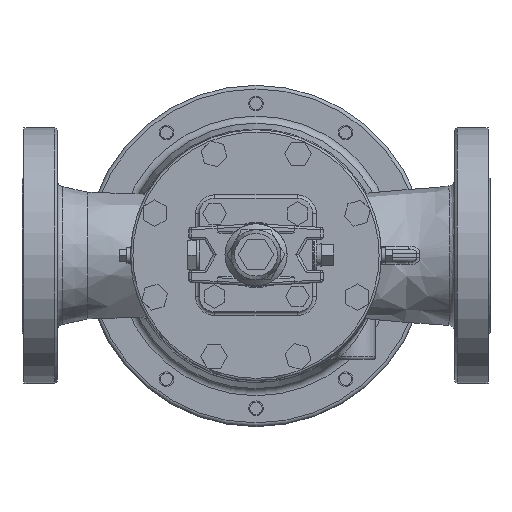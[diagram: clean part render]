
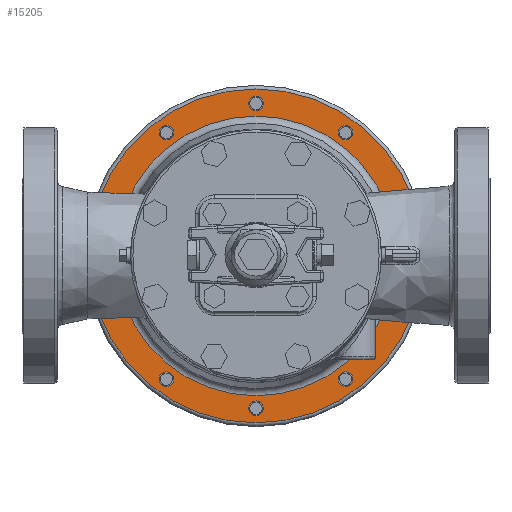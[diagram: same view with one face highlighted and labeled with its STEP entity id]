
A CAD part, top view. The second image highlights one B-rep face of the part: STEP entity #15205.
In plain terms, the highlighted planar face has unit normal (0, 0, 1).
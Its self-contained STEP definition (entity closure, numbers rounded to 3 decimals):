
#115=PLANE('',#16334);
#3263=FACE_BOUND('',#4822,.T.);
#3264=FACE_BOUND('',#4823,.T.);
#3265=FACE_BOUND('',#4824,.T.);
#3266=FACE_BOUND('',#4825,.T.);
#3267=FACE_BOUND('',#4826,.T.);
#3268=FACE_BOUND('',#4827,.T.);
#3269=FACE_BOUND('',#4828,.T.);
#3270=FACE_BOUND('',#4829,.T.);
#3271=FACE_BOUND('',#4830,.T.);
#3272=FACE_BOUND('',#4831,.T.);
#3273=FACE_BOUND('',#4832,.T.);
#3703=FACE_OUTER_BOUND('',#4821,.T.);
#4821=EDGE_LOOP('',(#11080));
#4822=EDGE_LOOP('',(#11081));
#4823=EDGE_LOOP('',(#11082));
#4824=EDGE_LOOP('',(#11083));
#4825=EDGE_LOOP('',(#11084));
#4826=EDGE_LOOP('',(#11085));
#4827=EDGE_LOOP('',(#11086));
#4828=EDGE_LOOP('',(#11087));
#4829=EDGE_LOOP('',(#11088));
#4830=EDGE_LOOP('',(#11089));
#4831=EDGE_LOOP('',(#11090));
#4832=EDGE_LOOP('',(#11091));
#6345=CIRCLE('',#16229,5.053);
#6347=CIRCLE('',#16232,5.053);
#6349=CIRCLE('',#16235,5.053);
#6351=CIRCLE('',#16238,5.053);
#6353=CIRCLE('',#16241,5.053);
#6355=CIRCLE('',#16244,5.053);
#6357=CIRCLE('',#16247,5.053);
#6359=CIRCLE('',#16250,5.053);
#6361=CIRCLE('',#16253,5.053);
#6363=CIRCLE('',#16256,5.053);
#6406=CIRCLE('',#16333,137.);
#6407=CIRCLE('',#16335,114.73);
#7116=VERTEX_POINT('',#24023);
#7118=VERTEX_POINT('',#24028);
#7120=VERTEX_POINT('',#24033);
#7122=VERTEX_POINT('',#24038);
#7124=VERTEX_POINT('',#24043);
#7126=VERTEX_POINT('',#24048);
#7128=VERTEX_POINT('',#24053);
#7130=VERTEX_POINT('',#24058);
#7132=VERTEX_POINT('',#24063);
#7134=VERTEX_POINT('',#24068);
#7219=VERTEX_POINT('',#26091);
#7220=VERTEX_POINT('',#26094);
#8573=EDGE_CURVE('',#7116,#7116,#6345,.T.);
#8575=EDGE_CURVE('',#7118,#7118,#6347,.T.);
#8577=EDGE_CURVE('',#7120,#7120,#6349,.T.);
#8579=EDGE_CURVE('',#7122,#7122,#6351,.T.);
#8581=EDGE_CURVE('',#7124,#7124,#6353,.T.);
#8583=EDGE_CURVE('',#7126,#7126,#6355,.T.);
#8585=EDGE_CURVE('',#7128,#7128,#6357,.T.);
#8587=EDGE_CURVE('',#7130,#7130,#6359,.T.);
#8589=EDGE_CURVE('',#7132,#7132,#6361,.T.);
#8591=EDGE_CURVE('',#7134,#7134,#6363,.T.);
#8718=EDGE_CURVE('',#7219,#7219,#6406,.T.);
#8719=EDGE_CURVE('',#7220,#7220,#6407,.T.);
#11080=ORIENTED_EDGE('',*,*,#8718,.F.);
#11081=ORIENTED_EDGE('',*,*,#8573,.T.);
#11082=ORIENTED_EDGE('',*,*,#8575,.T.);
#11083=ORIENTED_EDGE('',*,*,#8577,.T.);
#11084=ORIENTED_EDGE('',*,*,#8579,.T.);
#11085=ORIENTED_EDGE('',*,*,#8581,.T.);
#11086=ORIENTED_EDGE('',*,*,#8583,.T.);
#11087=ORIENTED_EDGE('',*,*,#8585,.T.);
#11088=ORIENTED_EDGE('',*,*,#8587,.T.);
#11089=ORIENTED_EDGE('',*,*,#8589,.T.);
#11090=ORIENTED_EDGE('',*,*,#8591,.T.);
#11091=ORIENTED_EDGE('',*,*,#8719,.F.);
#15205=ADVANCED_FACE('',(#3703,#3263,#3264,#3265,#3266,#3267,#3268,#3269,
#3270,#3271,#3272,#3273),#115,.T.);
#16229=AXIS2_PLACEMENT_3D('',#24024,#18002,#18003);
#16232=AXIS2_PLACEMENT_3D('',#24029,#18008,#18009);
#16235=AXIS2_PLACEMENT_3D('',#24034,#18014,#18015);
#16238=AXIS2_PLACEMENT_3D('',#24039,#18020,#18021);
#16241=AXIS2_PLACEMENT_3D('',#24044,#18026,#18027);
#16244=AXIS2_PLACEMENT_3D('',#24049,#18032,#18033);
#16247=AXIS2_PLACEMENT_3D('',#24054,#18038,#18039);
#16250=AXIS2_PLACEMENT_3D('',#24059,#18044,#18045);
#16253=AXIS2_PLACEMENT_3D('',#24064,#18050,#18051);
#16256=AXIS2_PLACEMENT_3D('',#24069,#18056,#18057);
#16333=AXIS2_PLACEMENT_3D('',#26092,#18222,#18223);
#16334=AXIS2_PLACEMENT_3D('',#26093,#18224,#18225);
#16335=AXIS2_PLACEMENT_3D('',#26095,#18226,#18227);
#18002=DIRECTION('center_axis',(0.,0.,-1.));
#18003=DIRECTION('ref_axis',(-0.809,0.588,0.));
#18008=DIRECTION('center_axis',(0.,0.,-1.));
#18009=DIRECTION('ref_axis',(-0.309,0.951,0.));
#18014=DIRECTION('center_axis',(0.,0.,-1.));
#18015=DIRECTION('ref_axis',(0.309,0.951,0.));
#18020=DIRECTION('center_axis',(0.,0.,-1.));
#18021=DIRECTION('ref_axis',(0.809,0.588,0.));
#18026=DIRECTION('center_axis',(0.,0.,-1.));
#18027=DIRECTION('ref_axis',(1.,0.,0.));
#18032=DIRECTION('center_axis',(0.,0.,-1.));
#18033=DIRECTION('ref_axis',(0.809,-0.588,0.));
#18038=DIRECTION('center_axis',(0.,0.,-1.));
#18039=DIRECTION('ref_axis',(0.309,-0.951,0.));
#18044=DIRECTION('center_axis',(0.,0.,-1.));
#18045=DIRECTION('ref_axis',(-0.309,-0.951,0.));
#18050=DIRECTION('center_axis',(0.,0.,-1.));
#18051=DIRECTION('ref_axis',(-0.809,-0.588,0.));
#18056=DIRECTION('center_axis',(0.,0.,-1.));
#18057=DIRECTION('ref_axis',(-1.,0.,0.));
#18222=DIRECTION('center_axis',(0.,0.,-1.));
#18223=DIRECTION('ref_axis',(-1.,0.,0.));
#18224=DIRECTION('center_axis',(0.,0.,1.));
#18225=DIRECTION('ref_axis',(1.,0.,0.));
#18226=DIRECTION('center_axis',(0.,0.,1.));
#18227=DIRECTION('ref_axis',(-1.,0.,0.));
#24023=CARTESIAN_POINT('',(77.561,98.157,30.));
#24024=CARTESIAN_POINT('Origin',(73.473,101.127,30.));
#24028=CARTESIAN_POINT('',(120.444,33.821,30.));
#24029=CARTESIAN_POINT('Origin',(118.882,38.627,30.));
#24033=CARTESIAN_POINT('',(117.321,-43.433,30.));
#24034=CARTESIAN_POINT('Origin',(118.882,-38.627,30.));
#24038=CARTESIAN_POINT('',(69.385,-104.097,30.));
#24039=CARTESIAN_POINT('Origin',(73.473,-101.127,30.));
#24043=CARTESIAN_POINT('',(-5.053,-125.,30.));
#24044=CARTESIAN_POINT('Origin',(0.,-125.,30.));
#24048=CARTESIAN_POINT('',(-77.561,-98.157,30.));
#24049=CARTESIAN_POINT('Origin',(-73.473,-101.127,30.));
#24053=CARTESIAN_POINT('',(-120.444,-33.821,30.));
#24054=CARTESIAN_POINT('Origin',(-118.882,-38.627,30.));
#24058=CARTESIAN_POINT('',(-117.321,43.433,30.));
#24059=CARTESIAN_POINT('Origin',(-118.882,38.627,30.));
#24063=CARTESIAN_POINT('',(-69.385,104.097,30.));
#24064=CARTESIAN_POINT('Origin',(-73.473,101.127,30.));
#24068=CARTESIAN_POINT('',(5.053,125.,30.));
#24069=CARTESIAN_POINT('Origin',(0.,125.,30.));
#26091=CARTESIAN_POINT('',(137.,0.,30.));
#26092=CARTESIAN_POINT('Origin',(0.,0.,30.));
#26093=CARTESIAN_POINT('Origin',(0.,0.,
30.));
#26094=CARTESIAN_POINT('',(114.73,0.,30.));
#26095=CARTESIAN_POINT('Origin',(0.,0.,30.));
